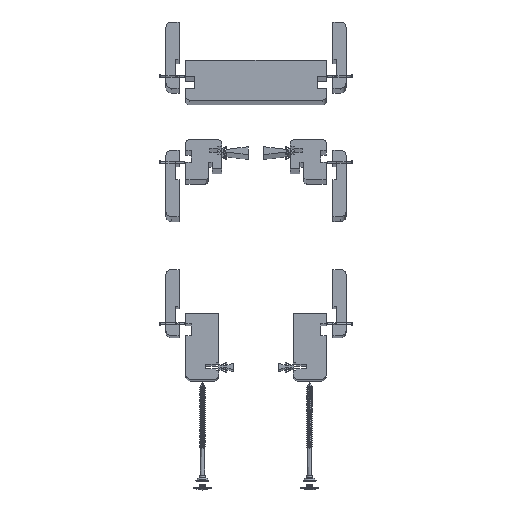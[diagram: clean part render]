
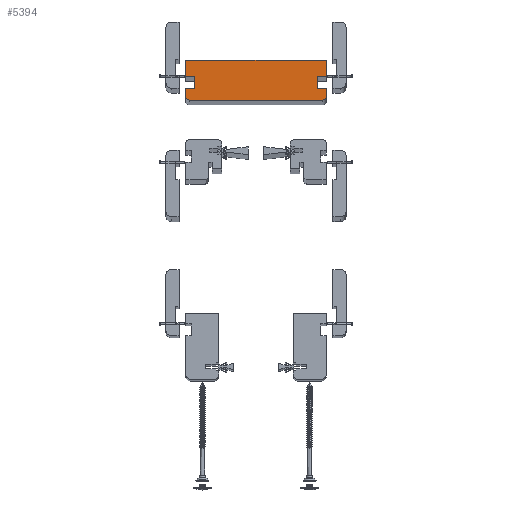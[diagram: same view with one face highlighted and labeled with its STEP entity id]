
A CAD part, top view. The second image highlights one B-rep face of the part: STEP entity #5394.
In plain terms, the highlighted planar face has unit normal (0, 0, 1).
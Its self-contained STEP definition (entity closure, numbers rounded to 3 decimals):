
#542=CIRCLE('',#6028,2.5);
#543=CIRCLE('',#6029,2.5);
#811=FACE_OUTER_BOUND('',#1091,.T.);
#1091=EDGE_LOOP('',(#4925,#4926,#4927,#4928,#4929,#4930,#4931,#4932,#4933,
#4934,#4935,#4936,#4937,#4938));
#1579=LINE('',#12413,#2099);
#1583=LINE('',#12421,#2103);
#1586=LINE('',#12427,#2106);
#1598=LINE('',#12455,#2118);
#1600=LINE('',#12460,#2120);
#1603=LINE('',#12465,#2123);
#1605=LINE('',#12469,#2125);
#1608=LINE('',#12474,#2128);
#1609=LINE('',#12477,#2129);
#1611=LINE('',#12481,#2131);
#1612=LINE('',#12482,#2132);
#1613=LINE('',#12486,#2133);
#2099=VECTOR('',#7316,10.);
#2103=VECTOR('',#7322,10.);
#2106=VECTOR('',#7327,10.);
#2118=VECTOR('',#7347,10.);
#2120=VECTOR('',#7351,10.);
#2123=VECTOR('',#7356,10.);
#2125=VECTOR('',#7360,10.);
#2128=VECTOR('',#7365,10.);
#2129=VECTOR('',#7368,10.);
#2131=VECTOR('',#7372,10.);
#2132=VECTOR('',#7373,10.);
#2133=VECTOR('',#7376,10.);
#2624=VERTEX_POINT('',#12411);
#2625=VERTEX_POINT('',#12412);
#2628=VERTEX_POINT('',#12420);
#2630=VERTEX_POINT('',#12426);
#2642=VERTEX_POINT('',#12454);
#2643=VERTEX_POINT('',#12458);
#2644=VERTEX_POINT('',#12459);
#2645=VERTEX_POINT('',#12464);
#2646=VERTEX_POINT('',#12468);
#2647=VERTEX_POINT('',#12472);
#2648=VERTEX_POINT('',#12476);
#2649=VERTEX_POINT('',#12480);
#2650=VERTEX_POINT('',#12483);
#2651=VERTEX_POINT('',#12485);
#3379=EDGE_CURVE('',#2624,#2625,#1579,.T.);
#3383=EDGE_CURVE('',#2625,#2628,#1583,.T.);
#3386=EDGE_CURVE('',#2628,#2630,#1586,.T.);
#3400=EDGE_CURVE('',#2624,#2642,#1598,.T.);
#3402=EDGE_CURVE('',#2643,#2644,#1600,.T.);
#3405=EDGE_CURVE('',#2644,#2645,#1603,.T.);
#3407=EDGE_CURVE('',#2645,#2646,#1605,.T.);
#3410=EDGE_CURVE('',#2647,#2646,#1608,.T.);
#3411=EDGE_CURVE('',#2643,#2648,#1609,.T.);
#3413=EDGE_CURVE('',#2649,#2630,#1611,.T.);
#3414=EDGE_CURVE('',#2648,#2649,#1612,.T.);
#3415=EDGE_CURVE('',#2650,#2647,#542,.T.);
#3416=EDGE_CURVE('',#2651,#2650,#1613,.T.);
#3417=EDGE_CURVE('',#2642,#2651,#543,.T.);
#4925=ORIENTED_EDGE('',*,*,#3386,.T.);
#4926=ORIENTED_EDGE('',*,*,#3413,.F.);
#4927=ORIENTED_EDGE('',*,*,#3414,.F.);
#4928=ORIENTED_EDGE('',*,*,#3411,.F.);
#4929=ORIENTED_EDGE('',*,*,#3402,.T.);
#4930=ORIENTED_EDGE('',*,*,#3405,.T.);
#4931=ORIENTED_EDGE('',*,*,#3407,.T.);
#4932=ORIENTED_EDGE('',*,*,#3410,.F.);
#4933=ORIENTED_EDGE('',*,*,#3415,.F.);
#4934=ORIENTED_EDGE('',*,*,#3416,.F.);
#4935=ORIENTED_EDGE('',*,*,#3417,.F.);
#4936=ORIENTED_EDGE('',*,*,#3400,.F.);
#4937=ORIENTED_EDGE('',*,*,#3379,.T.);
#4938=ORIENTED_EDGE('',*,*,#3383,.T.);
#5123=PLANE('',#6027);
#5394=ADVANCED_FACE('',(#811),#5123,.T.);
#6027=AXIS2_PLACEMENT_3D('',#12479,#7370,#7371);
#6028=AXIS2_PLACEMENT_3D('',#12484,#7374,#7375);
#6029=AXIS2_PLACEMENT_3D('',#12487,#7377,#7378);
#7316=DIRECTION('',(1.,0.,0.));
#7322=DIRECTION('',(0.,-1.,0.));
#7327=DIRECTION('',(-1.,0.,0.));
#7347=DIRECTION('',(0.,1.,0.));
#7351=DIRECTION('',(-1.,0.,0.));
#7356=DIRECTION('',(0.,1.,0.));
#7360=DIRECTION('',(1.,0.,0.));
#7365=DIRECTION('',(0.,-1.,0.));
#7368=DIRECTION('',(0.,-1.,0.));
#7370=DIRECTION('center_axis',(0.,0.,1.));
#7371=DIRECTION('ref_axis',(1.,0.,0.));
#7372=DIRECTION('',(0.,1.,0.));
#7373=DIRECTION('',(-1.,0.,0.));
#7374=DIRECTION('center_axis',(0.,0.,-1.));
#7375=DIRECTION('ref_axis',(1.,0.,0.));
#7376=DIRECTION('',(1.,0.,0.));
#7377=DIRECTION('center_axis',(0.,0.,-1.));
#7378=DIRECTION('ref_axis',(0.,1.,0.));
#12411=CARTESIAN_POINT('',(0.,21.,2089.));
#12412=CARTESIAN_POINT('',(6.8,21.,2089.));
#12413=CARTESIAN_POINT('',(26.5,21.,2089.));
#12420=CARTESIAN_POINT('',(6.8,12.,2089.));
#12421=CARTESIAN_POINT('',(6.8,17.938,2089.));
#12426=CARTESIAN_POINT('',(0.,12.,2089.));
#12427=CARTESIAN_POINT('',(29.9,12.,2089.));
#12454=CARTESIAN_POINT('',(0.,27.5,2089.));
#12455=CARTESIAN_POINT('',(0.,27.5,2089.));
#12458=CARTESIAN_POINT('',(106.,12.,2089.));
#12459=CARTESIAN_POINT('',(99.2,12.,2089.));
#12460=CARTESIAN_POINT('',(79.5,12.,2089.));
#12464=CARTESIAN_POINT('',(99.2,21.,2089.));
#12465=CARTESIAN_POINT('',(99.2,13.438,2089.));
#12468=CARTESIAN_POINT('',(106.,21.,2089.));
#12469=CARTESIAN_POINT('',(76.1,21.,2089.));
#12472=CARTESIAN_POINT('',(106.,27.5,2089.));
#12474=CARTESIAN_POINT('',(106.,0.,2089.));
#12476=CARTESIAN_POINT('',(106.,0.,2089.));
#12477=CARTESIAN_POINT('',(106.,0.,2089.));
#12479=CARTESIAN_POINT('Origin',(53.,14.876,2089.));
#12480=CARTESIAN_POINT('',(0.,0.,2089.));
#12481=CARTESIAN_POINT('',(0.,27.5,2089.));
#12482=CARTESIAN_POINT('',(0.,0.,2089.));
#12483=CARTESIAN_POINT('',(103.5,30.,2089.));
#12484=CARTESIAN_POINT('Origin',(103.5,27.5,2089.));
#12485=CARTESIAN_POINT('',(2.5,30.,2089.));
#12486=CARTESIAN_POINT('',(103.5,30.,2089.));
#12487=CARTESIAN_POINT('Origin',(2.5,27.5,2089.));
